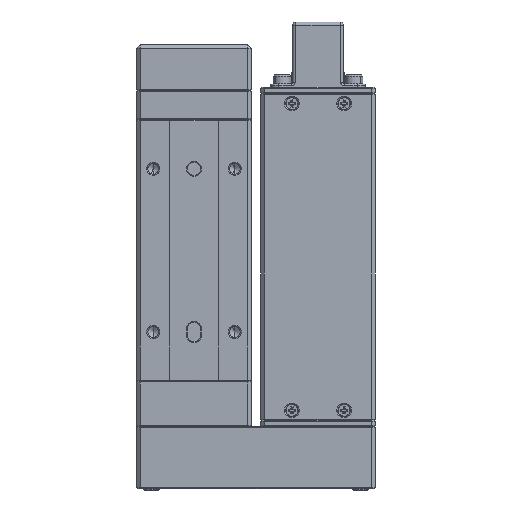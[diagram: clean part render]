
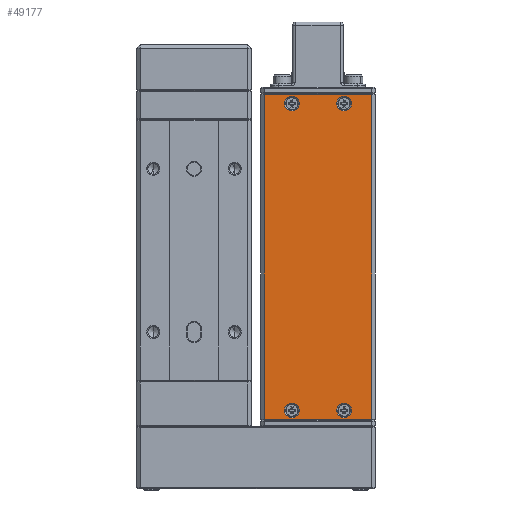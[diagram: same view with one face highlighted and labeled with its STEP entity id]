
A CAD part, front view. The second image highlights one B-rep face of the part: STEP entity #49177.
In plain terms, the highlighted planar face has unit normal (0, -1, 0).
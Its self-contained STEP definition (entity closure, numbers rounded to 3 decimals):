
#100 = CARTESIAN_POINT ( 'NONE',  ( 47., -17.5, -10.25 ) ) ;
#590 = VERTEX_POINT ( 'NONE', #56162 ) ;
#943 = AXIS2_PLACEMENT_3D ( 'NONE', #20956, #57788, #34817 ) ;
#2515 = PLANE ( 'NONE',  #943 ) ;
#2833 = EDGE_CURVE ( 'NONE', #33255, #28869, #2927, .T. ) ;
#2880 = DIRECTION ( 'NONE',  ( 0., -1., 0. ) ) ;
#2927 = CIRCLE ( 'NONE', #38625, 2.25 ) ;
#3665 = CIRCLE ( 'NONE', #37418, 2.25 ) ;
#3721 = FACE_BOUND ( 'NONE', #32617, .T. ) ;
#4177 = DIRECTION ( 'NONE',  ( 0., 0., 1. ) ) ;
#4265 = CIRCLE ( 'NONE', #16824, 2.25 ) ;
#4437 = CARTESIAN_POINT ( 'NONE',  ( -47., -17.5, 8. ) ) ;
#5676 = VERTEX_POINT ( 'NONE', #13983 ) ;
#5839 = CARTESIAN_POINT ( 'NONE',  ( 47., -17.5, 8. ) ) ;
#6174 = ORIENTED_EDGE ( 'NONE', *, *, #39265, .F. ) ;
#6512 = AXIS2_PLACEMENT_3D ( 'NONE', #4437, #26817, #36756 ) ;
#7352 = LINE ( 'NONE', #25787, #27056 ) ;
#7877 = EDGE_CURVE ( 'NONE', #59650, #5676, #7352, .T. ) ;
#8405 = EDGE_LOOP ( 'NONE', ( #17861, #24465 ) ) ;
#8948 = EDGE_CURVE ( 'NONE', #55418, #59650, #12951, .T. ) ;
#9304 = CARTESIAN_POINT ( 'NONE',  ( 47., -17.5, 5.75 ) ) ;
#10791 = CARTESIAN_POINT ( 'NONE',  ( -47., -17.5, -10.25 ) ) ;
#10903 = CIRCLE ( 'NONE', #49432, 2.25 ) ;
#12951 = LINE ( 'NONE', #35882, #47428 ) ;
#13983 = CARTESIAN_POINT ( 'NONE',  ( 49.7, -17.5, -16.5 ) ) ;
#14318 = ORIENTED_EDGE ( 'NONE', *, *, #51093, .T. ) ;
#15337 = AXIS2_PLACEMENT_3D ( 'NONE', #40495, #17563, #29948 ) ;
#15433 = CARTESIAN_POINT ( 'NONE',  ( -47., -17.5, 8. ) ) ;
#16046 = ORIENTED_EDGE ( 'NONE', *, *, #7877, .T. ) ;
#16431 = FACE_OUTER_BOUND ( 'NONE', #35031, .T. ) ;
#16548 = DIRECTION ( 'NONE',  ( 0., 0., -1. ) ) ;
#16703 = AXIS2_PLACEMENT_3D ( 'NONE', #57853, #2880, #53598 ) ;
#16824 = AXIS2_PLACEMENT_3D ( 'NONE', #44610, #16836, #16548 ) ;
#16836 = DIRECTION ( 'NONE',  ( 0., -1., 0. ) ) ;
#17563 = DIRECTION ( 'NONE',  ( 0., -1., 0. ) ) ;
#17590 = EDGE_CURVE ( 'NONE', #31803, #25483, #33540, .T. ) ;
#17645 = FACE_BOUND ( 'NONE', #21037, .T. ) ;
#17861 = ORIENTED_EDGE ( 'NONE', *, *, #36264, .F. ) ;
#18376 = EDGE_CURVE ( 'NONE', #23569, #51791, #43254, .T. ) ;
#19112 = CIRCLE ( 'NONE', #22938, 2.25 ) ;
#20900 = CARTESIAN_POINT ( 'NONE',  ( 47., -17.5, -8. ) ) ;
#20956 = CARTESIAN_POINT ( 'NONE',  ( 50., -17.5, 17.5 ) ) ;
#21037 = EDGE_LOOP ( 'NONE', ( #42384, #23077 ) ) ;
#22938 = AXIS2_PLACEMENT_3D ( 'NONE', #15433, #47425, #43778 ) ;
#23077 = ORIENTED_EDGE ( 'NONE', *, *, #18376, .F. ) ;
#23569 = VERTEX_POINT ( 'NONE', #43349 ) ;
#24289 = DIRECTION ( 'NONE',  ( 0., -1., 0. ) ) ;
#24450 = ORIENTED_EDGE ( 'NONE', *, *, #17590, .F. ) ;
#24465 = ORIENTED_EDGE ( 'NONE', *, *, #47669, .F. ) ;
#24763 = CARTESIAN_POINT ( 'NONE',  ( -47., -17.5, -8. ) ) ;
#25483 = VERTEX_POINT ( 'NONE', #47806 ) ;
#25787 = CARTESIAN_POINT ( 'NONE',  ( 50., -17.5, -16.5 ) ) ;
#26336 = DIRECTION ( 'NONE',  ( 0., -1., 0. ) ) ;
#26817 = DIRECTION ( 'NONE',  ( 0., -1., 0. ) ) ;
#26849 = CARTESIAN_POINT ( 'NONE',  ( 49.7, -17.5, 16.5 ) ) ;
#27056 = VECTOR ( 'NONE', #36024, 1000. ) ;
#27230 = EDGE_CURVE ( 'NONE', #5676, #590, #54011, .T. ) ;
#27312 = CIRCLE ( 'NONE', #16703, 2.25 ) ;
#28423 = CARTESIAN_POINT ( 'NONE',  ( 50., -17.5, 16.5 ) ) ;
#28869 = VERTEX_POINT ( 'NONE', #10791 ) ;
#29948 = DIRECTION ( 'NONE',  ( 0., 0., -1. ) ) ;
#31803 = VERTEX_POINT ( 'NONE', #54334 ) ;
#32617 = EDGE_LOOP ( 'NONE', ( #47888, #45206 ) ) ;
#33255 = VERTEX_POINT ( 'NONE', #48566 ) ;
#33540 = CIRCLE ( 'NONE', #6512, 2.25 ) ;
#33647 = EDGE_CURVE ( 'NONE', #28869, #33255, #27312, .T. ) ;
#34817 = DIRECTION ( 'NONE',  ( 0., 0., 1. ) ) ;
#35031 = EDGE_LOOP ( 'NONE', ( #14318, #58312, #16046, #39187 ) ) ;
#35882 = CARTESIAN_POINT ( 'NONE',  ( -49.7, -17.5, 17.5 ) ) ;
#36024 = DIRECTION ( 'NONE',  ( 1., 0., 0. ) ) ;
#36264 = EDGE_CURVE ( 'NONE', #52689, #49319, #4265, .T. ) ;
#36621 = CARTESIAN_POINT ( 'NONE',  ( 47., -17.5, 10.25 ) ) ;
#36756 = DIRECTION ( 'NONE',  ( 0., 0., -1. ) ) ;
#37418 = AXIS2_PLACEMENT_3D ( 'NONE', #5839, #24289, #47820 ) ;
#38434 = VECTOR ( 'NONE', #4177, 1000. ) ;
#38625 = AXIS2_PLACEMENT_3D ( 'NONE', #24763, #43175, #43480 ) ;
#38648 = LINE ( 'NONE', #28423, #49322 ) ;
#39187 = ORIENTED_EDGE ( 'NONE', *, *, #27230, .T. ) ;
#39265 = EDGE_CURVE ( 'NONE', #25483, #31803, #19112, .T. ) ;
#40495 = CARTESIAN_POINT ( 'NONE',  ( 47., -17.5, -8. ) ) ;
#42316 = EDGE_LOOP ( 'NONE', ( #24450, #6174 ) ) ;
#42384 = ORIENTED_EDGE ( 'NONE', *, *, #52103, .F. ) ;
#43175 = DIRECTION ( 'NONE',  ( 0., -1., 0. ) ) ;
#43254 = CIRCLE ( 'NONE', #15337, 2.25 ) ;
#43349 = CARTESIAN_POINT ( 'NONE',  ( 47., -17.5, -5.75 ) ) ;
#43480 = DIRECTION ( 'NONE',  ( 0., 0., -1. ) ) ;
#43778 = DIRECTION ( 'NONE',  ( 0., 0., -1. ) ) ;
#44497 = FACE_BOUND ( 'NONE', #42316, .T. ) ;
#44557 = CARTESIAN_POINT ( 'NONE',  ( -49.7, -17.5, 16.5 ) ) ;
#44610 = CARTESIAN_POINT ( 'NONE',  ( 47., -17.5, 8. ) ) ;
#44740 = DIRECTION ( 'NONE',  ( 0., 0., -1. ) ) ;
#44956 = DIRECTION ( 'NONE',  ( 0., 0., -1. ) ) ;
#45206 = ORIENTED_EDGE ( 'NONE', *, *, #2833, .F. ) ;
#47425 = DIRECTION ( 'NONE',  ( 0., -1., 0. ) ) ;
#47428 = VECTOR ( 'NONE', #44956, 1000. ) ;
#47669 = EDGE_CURVE ( 'NONE', #49319, #52689, #3665, .T. ) ;
#47806 = CARTESIAN_POINT ( 'NONE',  ( -47., -17.5, 10.25 ) ) ;
#47820 = DIRECTION ( 'NONE',  ( 0., 0., -1. ) ) ;
#47888 = ORIENTED_EDGE ( 'NONE', *, *, #33647, .F. ) ;
#48551 = CARTESIAN_POINT ( 'NONE',  ( -49.7, -17.5, -16.5 ) ) ;
#48566 = CARTESIAN_POINT ( 'NONE',  ( -47., -17.5, -5.75 ) ) ;
#49177 = ADVANCED_FACE ( 'NONE', ( #3721, #44497, #49611, #17645, #16431 ), #2515, .F. ) ;
#49319 = VERTEX_POINT ( 'NONE', #36621 ) ;
#49322 = VECTOR ( 'NONE', #57070, 1000. ) ;
#49432 = AXIS2_PLACEMENT_3D ( 'NONE', #20900, #26336, #44740 ) ;
#49611 = FACE_BOUND ( 'NONE', #8405, .T. ) ;
#51093 = EDGE_CURVE ( 'NONE', #590, #55418, #38648, .T. ) ;
#51791 = VERTEX_POINT ( 'NONE', #100 ) ;
#52103 = EDGE_CURVE ( 'NONE', #51791, #23569, #10903, .T. ) ;
#52689 = VERTEX_POINT ( 'NONE', #9304 ) ;
#53598 = DIRECTION ( 'NONE',  ( 0., 0., -1. ) ) ;
#54011 = LINE ( 'NONE', #26849, #38434 ) ;
#54334 = CARTESIAN_POINT ( 'NONE',  ( -47., -17.5, 5.75 ) ) ;
#55418 = VERTEX_POINT ( 'NONE', #44557 ) ;
#56162 = CARTESIAN_POINT ( 'NONE',  ( 49.7, -17.5, 16.5 ) ) ;
#57070 = DIRECTION ( 'NONE',  ( -1., 0., 0. ) ) ;
#57788 = DIRECTION ( 'NONE',  ( 0., 1., 0. ) ) ;
#57853 = CARTESIAN_POINT ( 'NONE',  ( -47., -17.5, -8. ) ) ;
#58312 = ORIENTED_EDGE ( 'NONE', *, *, #8948, .T. ) ;
#59650 = VERTEX_POINT ( 'NONE', #48551 ) ;
